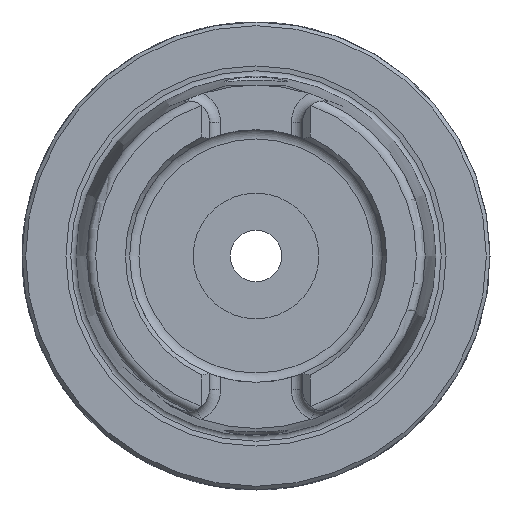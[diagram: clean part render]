
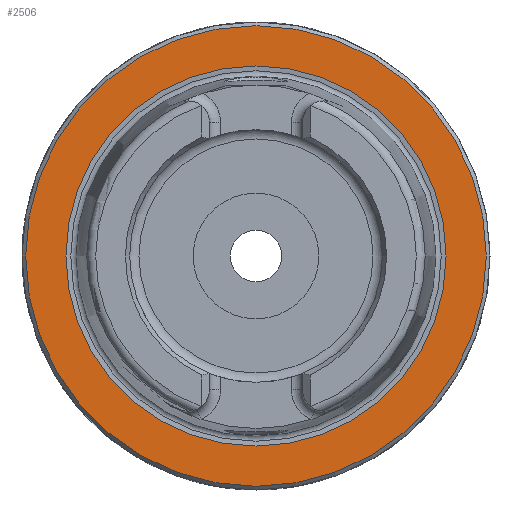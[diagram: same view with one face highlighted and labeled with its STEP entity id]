
A CAD part, left-side view. The second image highlights one B-rep face of the part: STEP entity #2506.
In plain terms, the highlighted planar face has unit normal (-1, 0, 0).
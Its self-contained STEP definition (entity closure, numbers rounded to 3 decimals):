
#66=FACE_BOUND('',#632,.T.);
#373=PLANE('',#2845);
#493=FACE_OUTER_BOUND('',#631,.T.);
#631=EDGE_LOOP('',(#2293,#2294));
#632=EDGE_LOOP('',(#2295,#2296));
#886=CIRCLE('',#2842,25.588);
#887=CIRCLE('',#2843,25.588);
#889=CIRCLE('',#2846,31.);
#890=CIRCLE('',#2847,31.);
#1165=VERTEX_POINT('',#5252);
#1166=VERTEX_POINT('',#5254);
#1167=VERTEX_POINT('',#5259);
#1168=VERTEX_POINT('',#5260);
#1550=EDGE_CURVE('',#1166,#1165,#886,.T.);
#1551=EDGE_CURVE('',#1165,#1166,#887,.T.);
#1553=EDGE_CURVE('',#1167,#1168,#889,.T.);
#1554=EDGE_CURVE('',#1168,#1167,#890,.T.);
#2293=ORIENTED_EDGE('',*,*,#1553,.F.);
#2294=ORIENTED_EDGE('',*,*,#1554,.F.);
#2295=ORIENTED_EDGE('',*,*,#1550,.T.);
#2296=ORIENTED_EDGE('',*,*,#1551,.T.);
#2506=ADVANCED_FACE('',(#493,#66),#373,.T.);
#2842=AXIS2_PLACEMENT_3D('',#5255,#3592,#3593);
#2843=AXIS2_PLACEMENT_3D('',#5256,#3594,#3595);
#2845=AXIS2_PLACEMENT_3D('',#5258,#3598,#3599);
#2846=AXIS2_PLACEMENT_3D('',#5261,#3600,#3601);
#2847=AXIS2_PLACEMENT_3D('',#5262,#3602,#3603);
#3592=DIRECTION('center_axis',(1.,0.,0.));
#3593=DIRECTION('ref_axis',(0.,0.,-1.));
#3594=DIRECTION('center_axis',(1.,0.,0.));
#3595=DIRECTION('ref_axis',(0.,0.,-1.));
#3598=DIRECTION('center_axis',(-1.,0.,0.));
#3599=DIRECTION('ref_axis',(0.,0.,1.));
#3600=DIRECTION('center_axis',(1.,0.,0.));
#3601=DIRECTION('ref_axis',(0.,0.,-1.));
#3602=DIRECTION('center_axis',(1.,0.,0.));
#3603=DIRECTION('ref_axis',(0.,0.,-1.));
#5252=CARTESIAN_POINT('',(0.,-25.588,0.));
#5254=CARTESIAN_POINT('',(0.,25.588,0.));
#5255=CARTESIAN_POINT('Origin',(0.,0.,0.));
#5256=CARTESIAN_POINT('Origin',(0.,0.,0.));
#5258=CARTESIAN_POINT('Origin',(0.,31.,0.));
#5259=CARTESIAN_POINT('',(0.,31.,0.));
#5260=CARTESIAN_POINT('',(0.,-31.,0.));
#5261=CARTESIAN_POINT('Origin',(0.,0.,0.));
#5262=CARTESIAN_POINT('Origin',(0.,0.,0.));
